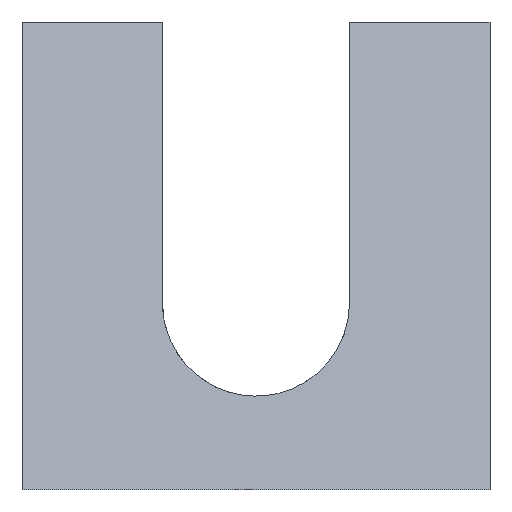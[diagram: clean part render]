
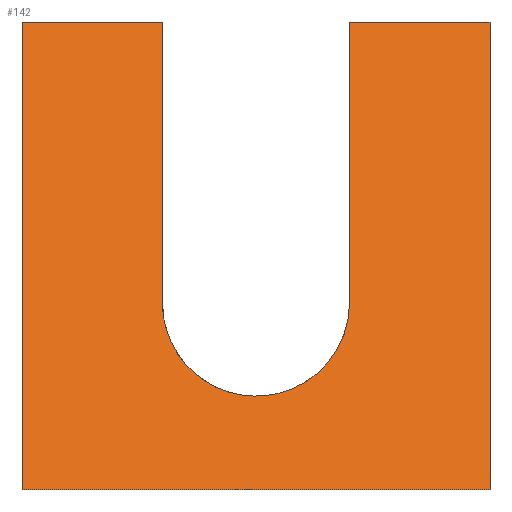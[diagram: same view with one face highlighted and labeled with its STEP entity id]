
A CAD part, top view. The second image highlights one B-rep face of the part: STEP entity #142.
In plain terms, the highlighted planar face has unit normal (0, 0.371, 0.928).
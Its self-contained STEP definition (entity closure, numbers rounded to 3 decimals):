
#17=PLANE('',#166);
#25=FACE_OUTER_BOUND('',#33,.T.);
#33=EDGE_LOOP('',(#112,#113,#114,#115,#116,#117,#118,#119));
#41=LINE('',#221,#57);
#43=LINE('',#225,#59);
#45=LINE('',#229,#61);
#46=LINE('',#231,#62);
#47=LINE('',#233,#63);
#48=LINE('',#235,#64);
#49=LINE('',#236,#65);
#57=VECTOR('',#183,10.);
#59=VECTOR('',#187,10.);
#61=VECTOR('',#191,10.);
#62=VECTOR('',#192,10.);
#63=VECTOR('',#193,10.);
#64=VECTOR('',#194,10.);
#65=VECTOR('',#195,10.);
#71=ELLIPSE('',#162,10.77,10.);
#72=VERTEX_POINT('',#211);
#73=VERTEX_POINT('',#212);
#76=VERTEX_POINT('',#220);
#77=VERTEX_POINT('',#224);
#78=VERTEX_POINT('',#228);
#79=VERTEX_POINT('',#230);
#80=VERTEX_POINT('',#232);
#81=VERTEX_POINT('',#234);
#84=EDGE_CURVE('',#72,#73,#71,.T.);
#88=EDGE_CURVE('',#73,#76,#41,.T.);
#90=EDGE_CURVE('',#77,#72,#43,.T.);
#92=EDGE_CURVE('',#78,#76,#45,.T.);
#93=EDGE_CURVE('',#79,#78,#46,.T.);
#94=EDGE_CURVE('',#79,#80,#47,.T.);
#95=EDGE_CURVE('',#81,#80,#48,.T.);
#96=EDGE_CURVE('',#77,#81,#49,.T.);
#112=ORIENTED_EDGE('',*,*,#90,.T.);
#113=ORIENTED_EDGE('',*,*,#84,.T.);
#114=ORIENTED_EDGE('',*,*,#88,.T.);
#115=ORIENTED_EDGE('',*,*,#92,.F.);
#116=ORIENTED_EDGE('',*,*,#93,.F.);
#117=ORIENTED_EDGE('',*,*,#94,.T.);
#118=ORIENTED_EDGE('',*,*,#95,.F.);
#119=ORIENTED_EDGE('',*,*,#96,.F.);
#142=ADVANCED_FACE('',(#25),#17,.T.);
#162=AXIS2_PLACEMENT_3D('',#213,#175,#176);
#166=AXIS2_PLACEMENT_3D('',#227,#189,#190);
#175=DIRECTION('center_axis',(0.,-0.371,-0.928));
#176=DIRECTION('ref_axis',(0.,0.928,-0.371));
#183=DIRECTION('',(0.,0.928,-0.371));
#187=DIRECTION('',(0.,-0.928,0.371));
#189=DIRECTION('center_axis',(0.,0.371,0.928));
#190=DIRECTION('ref_axis',(0.,-0.928,0.371));
#191=DIRECTION('',(1.,0.,0.));
#192=DIRECTION('',(0.,0.928,-0.371));
#193=DIRECTION('',(1.,0.,0.));
#194=DIRECTION('',(0.,-0.928,0.371));
#195=DIRECTION('',(1.,0.,0.));
#211=CARTESIAN_POINT('',(35.,17.499,2.5));
#212=CARTESIAN_POINT('',(15.,17.499,2.5));
#213=CARTESIAN_POINT('Origin',(25.,17.499,2.5));
#220=CARTESIAN_POINT('',(15.,47.499,-9.5));
#221=CARTESIAN_POINT('',(15.,47.499,-9.5));
#224=CARTESIAN_POINT('',(35.,47.499,-9.5));
#225=CARTESIAN_POINT('',(35.,34.568,-4.327));
#227=CARTESIAN_POINT('Origin',(0.,47.499,-9.5));
#228=CARTESIAN_POINT('',(0.,47.499,-9.5));
#229=CARTESIAN_POINT('',(0.,47.499,-9.5));
#230=CARTESIAN_POINT('',(0.,-2.501,10.5));
#231=CARTESIAN_POINT('',(0.,-2.501,10.5));
#232=CARTESIAN_POINT('',(50.,-2.501,10.5));
#233=CARTESIAN_POINT('',(0.,-2.501,10.5));
#234=CARTESIAN_POINT('',(50.,47.499,-9.5));
#235=CARTESIAN_POINT('',(50.,-2.501,10.5));
#236=CARTESIAN_POINT('',(0.,47.499,-9.5));
